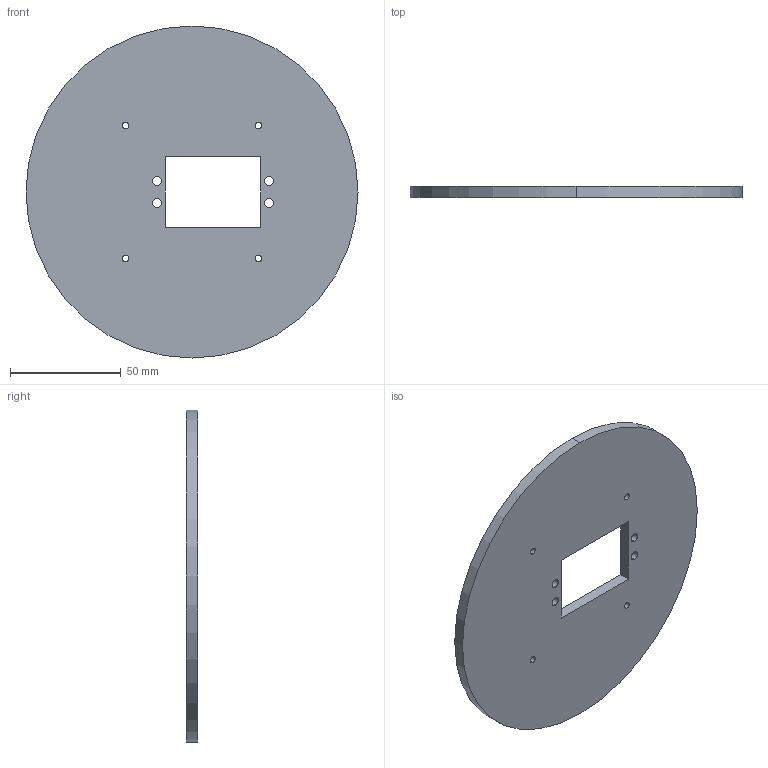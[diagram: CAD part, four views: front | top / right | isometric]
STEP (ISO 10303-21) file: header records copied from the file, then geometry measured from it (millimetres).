
FILE_DESCRIPTION (( 'STEP AP203' ), '1' );
FILE_NAME ('Base_Rodamiento_Predeterminado_sldprt.STEP', '2020-06-24T19:49:19', ( '' ), ( '' ), 'SwSTEP 2.0', 'SolidWorks 2020', '' );
FILE_SCHEMA (( 'CONFIG_CONTROL_DESIGN' ));
Length unit declared in the file: millimetre
Products named in the file (1): Base_Rodamiento_Predeterminado_sldprt
Bounding box: 150 x 5 x 150 mm (x, y, z)
Volume: 78260.2 mm3; surface area: 36329 mm2
Topology: 1 solids, 1 shells, 27 faces, 72 edges, 48 vertices
Faces by surface type: cylinder 18, plane 7, torus 2
Entity records: 981 total; most frequent: DIRECTION 170, CARTESIAN_POINT 148, ORIENTED_EDGE 144, EDGE_CURVE 72, AXIS2_PLACEMENT_3D 70, VERTEX_POINT 48, EDGE_LOOP 46, CIRCLE 42
